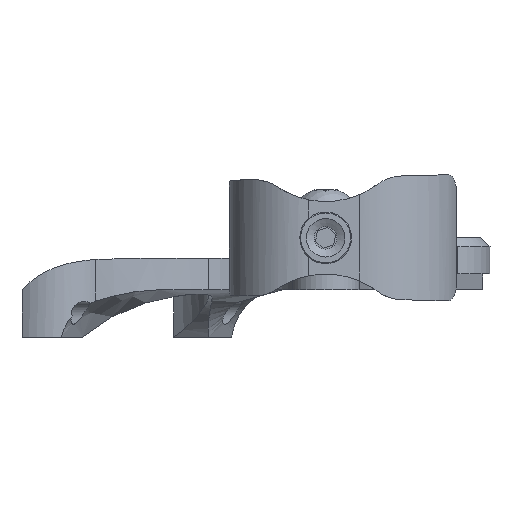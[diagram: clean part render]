
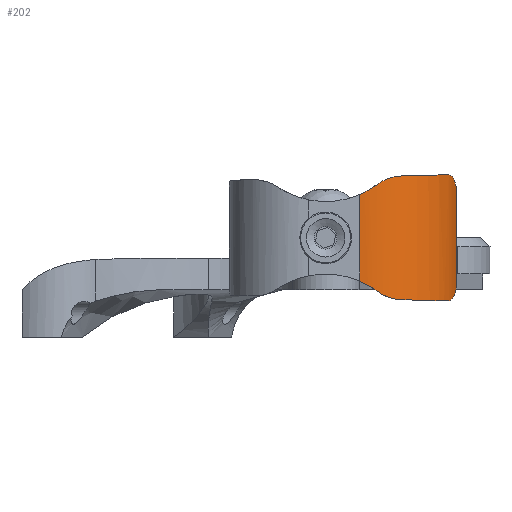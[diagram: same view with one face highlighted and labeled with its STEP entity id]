
A CAD part, left-side view. The second image highlights one B-rep face of the part: STEP entity #202.
In plain terms, the highlighted cylindrical face has radius 22.225 mm (diameter 44.45 mm), a partial arc.
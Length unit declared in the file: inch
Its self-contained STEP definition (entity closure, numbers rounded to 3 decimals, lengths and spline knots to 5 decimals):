
#7 = EDGE_CURVE ( 'NONE', #4229, #4201, #6677, .T. ) ;
#202 = ADVANCED_FACE ( 'NONE', ( #2962 ), #2967, .T. ) ;
#920 = B_SPLINE_CURVE_WITH_KNOTS ( 'NONE', 3,
 ( #4065, #4061, #4069, #4070, #4071, #4072 ),
 .UNSPECIFIED., .F., .F.,
 ( 4, 2, 4 ),
 ( 0., 0.00305, 0.0061 ),
 .UNSPECIFIED. ) ;
#921 = B_SPLINE_CURVE_WITH_KNOTS ( 'NONE', 3,
 ( #4060, #4056, #4062, #4063 ),
 .UNSPECIFIED., .F., .F.,
 ( 4, 4 ),
 ( 0., 0.00451 ),
 .UNSPECIFIED. ) ;
#927 = B_SPLINE_CURVE_WITH_KNOTS ( 'NONE', 3,
 ( #8680, #8679, #8684, #8685, #8686, #8687, #8688, #8689 ),
 .UNSPECIFIED., .F., .F.,
 ( 4, 2, 2, 4 ),
 ( 0., 0.00305, 0.00457, 0.0061 ),
 .UNSPECIFIED. ) ;
#952 = B_SPLINE_CURVE_WITH_KNOTS ( 'NONE', 3,
 ( #8691, #8690, #8697, #8698 ),
 .UNSPECIFIED., .F., .F.,
 ( 4, 4 ),
 ( 0., 0.00451 ),
 .UNSPECIFIED. ) ;
#1386 = EDGE_LOOP ( 'NONE', ( #2546, #2547, #2548, #2549, #2550, #2551, #2552, #2553, #2554, #2555 ) ) ;
#1671 = DIRECTION ( 'NONE',  ( 0., 0., 1. ) ) ;
#1672 = CARTESIAN_POINT ( 'NONE',  ( 0.875, -0.295, 0. ) ) ;
#1674 = DIRECTION ( 'NONE',  ( 1., 0., 0. ) ) ;
#2252 = EDGE_CURVE ( 'NONE', #4622, #4366, #927, .T. ) ;
#2254 = EDGE_CURVE ( 'NONE', #4366, #4652, #952, .T. ) ;
#2273 = CARTESIAN_POINT ( 'NONE',  ( 0.49978, -1.08566, -0.5421 ) ) ;
#2277 = CARTESIAN_POINT ( 'NONE',  ( 0.48364, -1.07782, -0.54616 ) ) ;
#2280 = CARTESIAN_POINT ( 'NONE',  ( 0.59011, -1.12243, -0.49139 ) ) ;
#2282 = CARTESIAN_POINT ( 'NONE',  ( 0.63625, -1.1368, -0.4353 ) ) ;
#2284 = CARTESIAN_POINT ( 'NONE',  ( 0.53149, -1.09994, -0.53012 ) ) ;
#2285 = CARTESIAN_POINT ( 'NONE',  ( 0.61536, -1.1307, -0.46531 ) ) ;
#2286 = CARTESIAN_POINT ( 'NONE',  ( 0.62656, -1.13405, -0.45096 ) ) ;
#2287 = CARTESIAN_POINT ( 'NONE',  ( 0.57641, -1.11763, -0.50274 ) ) ;
#2302 = CARTESIAN_POINT ( 'NONE',  ( 0.5472, -1.10643, -0.52208 ) ) ;
#2303 = CARTESIAN_POINT ( 'NONE',  ( 0.46727, -1.0692, -0.54829 ) ) ;
#2546 = ORIENTED_EDGE ( 'NONE', *, *, #7, .T. ) ;
#2547 = ORIENTED_EDGE ( 'NONE', *, *, #5695, .T. ) ;
#2548 = ORIENTED_EDGE ( 'NONE', *, *, #6365, .T. ) ;
#2549 = ORIENTED_EDGE ( 'NONE', *, *, #6377, .T. ) ;
#2550 = ORIENTED_EDGE ( 'NONE', *, *, #2252, .T. ) ;
#2551 = ORIENTED_EDGE ( 'NONE', *, *, #2254, .T. ) ;
#2552 = ORIENTED_EDGE ( 'NONE', *, *, #5657, .T. ) ;
#2553 = ORIENTED_EDGE ( 'NONE', *, *, #5660, .T. ) ;
#2554 = ORIENTED_EDGE ( 'NONE', *, *, #5662, .T. ) ;
#2555 = ORIENTED_EDGE ( 'NONE', *, *, #5663, .T. ) ;
#2962 = FACE_OUTER_BOUND ( 'NONE', #1386, .T. ) ;
#2967 = CYLINDRICAL_SURFACE ( 'NONE', #7035, 0.875 ) ;
#3685 = CARTESIAN_POINT ( 'NONE',  ( 0.63625, -1.1368, -0.4353 ) ) ;
#3713 = CARTESIAN_POINT ( 'NONE',  ( 0.46727, -1.0692, -0.54829 ) ) ;
#3821 = CARTESIAN_POINT ( 'NONE',  ( 0.01354, -0.44832, 0.46374 ) ) ;
#3828 = CARTESIAN_POINT ( 'NONE',  ( 0.46727, -1.0692, 0.54829 ) ) ;
#3829 = CARTESIAN_POINT ( 'NONE',  ( 0., -0.295, -0.37545 ) ) ;
#3854 = CARTESIAN_POINT ( 'NONE',  ( 0.01354, -0.44832, -0.46374 ) ) ;
#3860 = CARTESIAN_POINT ( 'NONE',  ( 0.08114, -0.66297, -0.53799 ) ) ;
#3861 = CARTESIAN_POINT ( 'NONE',  ( 0.08114, -0.66297, 0.53799 ) ) ;
#3872 = CARTESIAN_POINT ( 'NONE',  ( 0.63625, -1.1368, 0.4353 ) ) ;
#3891 = CARTESIAN_POINT ( 'NONE',  ( 0., -0.295, 0.37545 ) ) ;
#4032 = CARTESIAN_POINT ( 'NONE',  ( 0., -0.295, 0. ) ) ;
#4048 = DIRECTION ( 'NONE',  ( 0., 0., -1. ) ) ;
#4056 = CARTESIAN_POINT ( 'NONE',  ( 0., -0.34992, -0.39895 ) ) ;
#4060 = CARTESIAN_POINT ( 'NONE',  ( 0., -0.295, -0.37545 ) ) ;
#4061 = CARTESIAN_POINT ( 'NONE',  ( 0.01927, -0.48054, -0.48777 ) ) ;
#4062 = CARTESIAN_POINT ( 'NONE',  ( 0.00511, -0.40095, -0.42842 ) ) ;
#4063 = CARTESIAN_POINT ( 'NONE',  ( 0.01354, -0.44832, -0.46374 ) ) ;
#4065 = CARTESIAN_POINT ( 'NONE',  ( 0.01354, -0.44832, -0.46374 ) ) ;
#4067 = CARTESIAN_POINT ( 'NONE',  ( 0.08114, -0.66297, -0.53799 ) ) ;
#4068 = CARTESIAN_POINT ( 'NONE',  ( 0.16256, -0.83864, -0.54244 ) ) ;
#4069 = CARTESIAN_POINT ( 'NONE',  ( 0.02732, -0.51533, -0.50582 ) ) ;
#4070 = CARTESIAN_POINT ( 'NONE',  ( 0.05001, -0.58911, -0.5308 ) ) ;
#4071 = CARTESIAN_POINT ( 'NONE',  ( 0.06408, -0.62618, -0.53706 ) ) ;
#4072 = CARTESIAN_POINT ( 'NONE',  ( 0.08114, -0.66297, -0.53799 ) ) ;
#4074 = CARTESIAN_POINT ( 'NONE',  ( 0.29596, -0.97897, -0.546 ) ) ;
#4075 = CARTESIAN_POINT ( 'NONE',  ( 0.46727, -1.0692, -0.54829 ) ) ;
#4076 = CARTESIAN_POINT ( 'NONE',  ( 0.63625, -1.1368, 0. ) ) ;
#4077 = DIRECTION ( 'NONE',  ( 0., 0., 1. ) ) ;
#4201 = VERTEX_POINT ( 'NONE', #3685 ) ;
#4229 = VERTEX_POINT ( 'NONE', #3713 ) ;
#4366 = VERTEX_POINT ( 'NONE', #3821 ) ;
#4410 = VERTEX_POINT ( 'NONE', #3828 ) ;
#4602 = VERTEX_POINT ( 'NONE', #3829 ) ;
#4615 = VERTEX_POINT ( 'NONE', #3854 ) ;
#4621 = VERTEX_POINT ( 'NONE', #3860 ) ;
#4622 = VERTEX_POINT ( 'NONE', #3861 ) ;
#4633 = VERTEX_POINT ( 'NONE', #3872 ) ;
#4652 = VERTEX_POINT ( 'NONE', #3891 ) ;
#4940 = CARTESIAN_POINT ( 'NONE',  ( 0.63625, -1.1368, 0.4353 ) ) ;
#4942 = CARTESIAN_POINT ( 'NONE',  ( 0.62656, -1.13405, 0.45096 ) ) ;
#4951 = CARTESIAN_POINT ( 'NONE',  ( 0.61542, -1.13071, 0.46522 ) ) ;
#4952 = CARTESIAN_POINT ( 'NONE',  ( 0.5905, -1.12256, 0.49102 ) ) ;
#4953 = CARTESIAN_POINT ( 'NONE',  ( 0.57655, -1.11768, 0.50264 ) ) ;
#4954 = CARTESIAN_POINT ( 'NONE',  ( 0.54735, -1.10649, 0.522 ) ) ;
#4955 = CARTESIAN_POINT ( 'NONE',  ( 0.532, -1.10016, 0.5299 ) ) ;
#4956 = CARTESIAN_POINT ( 'NONE',  ( 0.49989, -1.08571, 0.54208 ) ) ;
#4957 = CARTESIAN_POINT ( 'NONE',  ( 0.48364, -1.07782, 0.54616 ) ) ;
#4958 = CARTESIAN_POINT ( 'NONE',  ( 0.46727, -1.0692, 0.54829 ) ) ;
#4988 = CARTESIAN_POINT ( 'NONE',  ( 0.46727, -1.0692, 0.54829 ) ) ;
#4993 = CARTESIAN_POINT ( 'NONE',  ( 0.29596, -0.97897, 0.546 ) ) ;
#4994 = CARTESIAN_POINT ( 'NONE',  ( 0.16256, -0.83864, 0.54244 ) ) ;
#4995 = CARTESIAN_POINT ( 'NONE',  ( 0.08114, -0.66297, 0.53799 ) ) ;
#5657 = EDGE_CURVE ( 'NONE', #4652, #4602, #6087, .T. ) ;
#5660 = EDGE_CURVE ( 'NONE', #4602, #4615, #921, .T. ) ;
#5662 = EDGE_CURVE ( 'NONE', #4615, #4621, #920, .T. ) ;
#5663 = EDGE_CURVE ( 'NONE', #4621, #4229, #6657, .T. ) ;
#5695 = EDGE_CURVE ( 'NONE', #4201, #4633, #6091, .T. ) ;
#6087 = LINE ( 'NONE', #4032, #6089 ) ;
#6089 = VECTOR ( 'NONE', #4048, 39.37008 ) ;
#6091 = LINE ( 'NONE', #4076, #6096 ) ;
#6096 = VECTOR ( 'NONE', #4077, 39.37008 ) ;
#6365 = EDGE_CURVE ( 'NONE', #4633, #4410, #6635, .T. ) ;
#6377 = EDGE_CURVE ( 'NONE', #4410, #4622, #6649, .T. ) ;
#6635 = B_SPLINE_CURVE_WITH_KNOTS ( 'NONE', 3,
 ( #4940, #4942, #4951, #4952, #4953, #4954, #4955, #4956, #4957, #4958 ),
 .UNSPECIFIED., .F., .F.,
 ( 4, 2, 2, 2, 4 ),
 ( 0., 0.0014, 0.0028, 0.0042, 0.0056 ),
 .UNSPECIFIED. ) ;
#6649 =( BOUNDED_CURVE ( )  B_SPLINE_CURVE ( 3, ( #4988, #4993, #4994, #4995 ),
 .UNSPECIFIED., .F., .F. ) 
 B_SPLINE_CURVE_WITH_KNOTS ( ( 4, 4 ),
 ( 0.48474, 1.13676 ),
 .UNSPECIFIED. ) 
 CURVE ( )  GEOMETRIC_REPRESENTATION_ITEM ( )  RATIONAL_B_SPLINE_CURVE ( ( 1., 0.965, 0.965, 1. ) ) 
 REPRESENTATION_ITEM ( '' )  );
#6657 =( BOUNDED_CURVE ( )  B_SPLINE_CURVE ( 3, ( #4067, #4068, #4074, #4075 ),
 .UNSPECIFIED., .F., .F. ) 
 B_SPLINE_CURVE_WITH_KNOTS ( ( 4, 4 ),
 ( 2.00484, 2.65685 ),
 .UNSPECIFIED. ) 
 CURVE ( )  GEOMETRIC_REPRESENTATION_ITEM ( )  RATIONAL_B_SPLINE_CURVE ( ( 1., 0.965, 0.965, 1. ) ) 
 REPRESENTATION_ITEM ( '' )  );
#6677 = B_SPLINE_CURVE_WITH_KNOTS ( 'NONE', 3,
 ( #2303, #2277, #2273, #2284, #2302, #2287, #2280, #2285, #2286, #2282 ),
 .UNSPECIFIED., .F., .F.,
 ( 4, 2, 2, 2, 4 ),
 ( 0., 0.0014, 0.0028, 0.0042, 0.0056 ),
 .UNSPECIFIED. ) ;
#7035 = AXIS2_PLACEMENT_3D ( 'NONE', #1672, #1671, #1674 ) ;
#8679 = CARTESIAN_POINT ( 'NONE',  ( 0.06408, -0.62618, 0.53706 ) ) ;
#8680 = CARTESIAN_POINT ( 'NONE',  ( 0.08114, -0.66297, 0.53799 ) ) ;
#8684 = CARTESIAN_POINT ( 'NONE',  ( 0.05005, -0.58922, 0.53082 ) ) ;
#8685 = CARTESIAN_POINT ( 'NONE',  ( 0.03304, -0.53394, 0.51213 ) ) ;
#8686 = CARTESIAN_POINT ( 'NONE',  ( 0.02816, -0.51593, 0.50444 ) ) ;
#8687 = CARTESIAN_POINT ( 'NONE',  ( 0.01986, -0.4812, 0.48626 ) ) ;
#8688 = CARTESIAN_POINT ( 'NONE',  ( 0.0164, -0.46443, 0.47575 ) ) ;
#8689 = CARTESIAN_POINT ( 'NONE',  ( 0.01354, -0.44832, 0.46374 ) ) ;
#8690 = CARTESIAN_POINT ( 'NONE',  ( 0.00511, -0.40095, 0.42842 ) ) ;
#8691 = CARTESIAN_POINT ( 'NONE',  ( 0.01354, -0.44832, 0.46374 ) ) ;
#8697 = CARTESIAN_POINT ( 'NONE',  ( 0., -0.34992, 0.39895 ) ) ;
#8698 = CARTESIAN_POINT ( 'NONE',  ( 0., -0.295, 0.37545 ) ) ;
